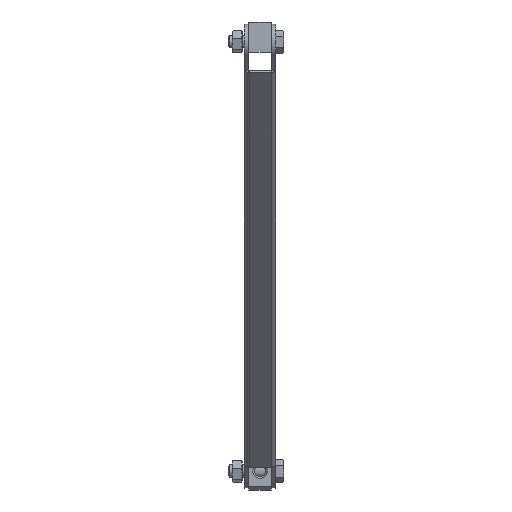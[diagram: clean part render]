
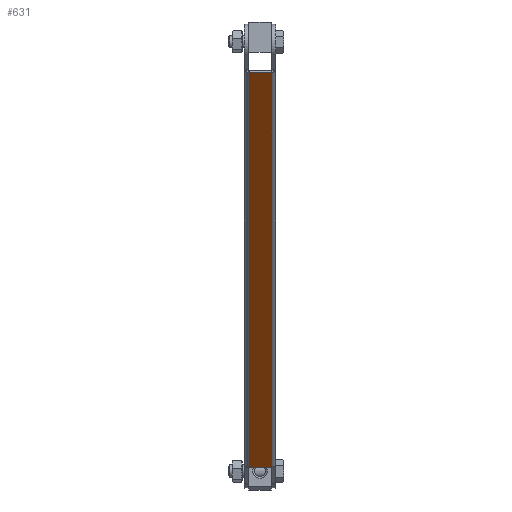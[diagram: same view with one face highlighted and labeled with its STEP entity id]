
A CAD part, left-side view. The second image highlights one B-rep face of the part: STEP entity #631.
In plain terms, the highlighted planar face has unit normal (-0.707, 0, -0.707).
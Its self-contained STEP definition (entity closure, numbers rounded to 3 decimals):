
#439=FACE_OUTER_BOUND('',#1276,.T.);
#631=ADVANCED_FACE('',(#439),#918,.T.);
#918=PLANE('',#4457);
#1276=EDGE_LOOP('',(#1734,#1735,#1736,#1737));
#1734=ORIENTED_EDGE('',*,*,#3208,.F.);
#1735=ORIENTED_EDGE('',*,*,#3212,.T.);
#1736=ORIENTED_EDGE('',*,*,#3216,.T.);
#1737=ORIENTED_EDGE('',*,*,#3213,.F.);
#2821=VERTEX_POINT('',#6243);
#2822=VERTEX_POINT('',#6247);
#2825=VERTEX_POINT('',#6259);
#2826=VERTEX_POINT('',#6263);
#3208=EDGE_CURVE('',#2821,#2822,#3982,.T.);
#3212=EDGE_CURVE('',#2821,#2825,#3986,.T.);
#3213=EDGE_CURVE('',#2822,#2826,#3987,.T.);
#3216=EDGE_CURVE('',#2825,#2826,#3990,.T.);
#3982=LINE('',#6252,#4214);
#3986=LINE('',#6260,#4218);
#3987=LINE('',#6262,#4219);
#3990=LINE('',#6268,#4222);
#4214=VECTOR('',#5031,1.);
#4218=VECTOR('',#5039,1.);
#4219=VECTOR('',#5042,1.);
#4222=VECTOR('',#5047,1.);
#4457=AXIS2_PLACEMENT_3D('',#6269,#5048,#5049);
#5031=DIRECTION('',(0.707,0.,-0.707));
#5039=DIRECTION('',(0.,1.,0.));
#5042=DIRECTION('',(0.,1.,0.));
#5047=DIRECTION('',(0.707,0.,-0.707));
#5048=DIRECTION('',(-0.707,0.,-0.707));
#5049=DIRECTION('',(0.,1.,0.));
#6243=CARTESIAN_POINT('',(-272.721,0.25,274.837));
#6247=CARTESIAN_POINT('',(-12.506,0.25,14.621));
#6252=CARTESIAN_POINT('',(-272.721,0.25,274.837));
#6259=CARTESIAN_POINT('',(-272.721,14.75,274.837));
#6260=CARTESIAN_POINT('',(-272.721,0.25,274.837));
#6262=CARTESIAN_POINT('',(-12.506,0.25,14.621));
#6263=CARTESIAN_POINT('',(-12.506,14.75,14.621));
#6268=CARTESIAN_POINT('',(-272.721,14.75,274.837));
#6269=CARTESIAN_POINT('',(-272.721,0.25,274.837));
